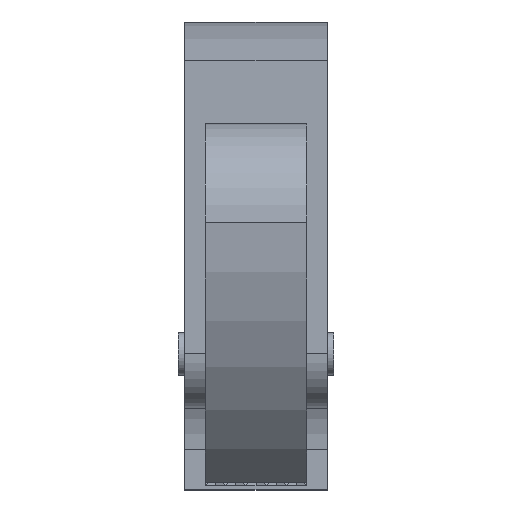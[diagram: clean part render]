
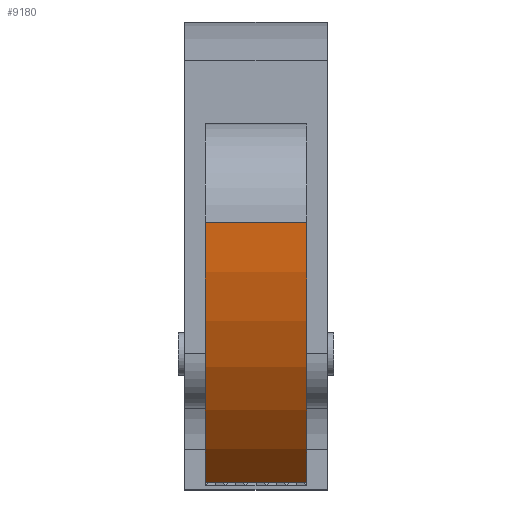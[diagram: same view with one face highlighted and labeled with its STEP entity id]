
A CAD part, top view. The second image highlights one B-rep face of the part: STEP entity #9180.
In plain terms, the highlighted cylindrical face has radius 50 mm (diameter 100 mm), a partial arc.
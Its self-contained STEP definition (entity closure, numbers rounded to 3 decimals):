
#105=CYLINDRICAL_SURFACE('',#9811,50.);
#307=CIRCLE('',#9812,50.);
#308=CIRCLE('',#9813,50.);
#2011=ORIENTED_EDGE('',*,*,#3342,.T.);
#2012=ORIENTED_EDGE('',*,*,#3344,.T.);
#2013=ORIENTED_EDGE('',*,*,#3345,.F.);
#2014=ORIENTED_EDGE('',*,*,#3346,.F.);
#3342=EDGE_CURVE('',#3959,#3958,#4798,.T.);
#3344=EDGE_CURVE('',#3958,#3960,#307,.T.);
#3345=EDGE_CURVE('',#3961,#3960,#4800,.T.);
#3346=EDGE_CURVE('',#3959,#3961,#308,.T.);
#3958=VERTEX_POINT('',#14025);
#3959=VERTEX_POINT('',#14027);
#3960=VERTEX_POINT('',#14031);
#3961=VERTEX_POINT('',#14033);
#4798=LINE('',#14026,#5630);
#4800=LINE('',#14032,#5632);
#5630=VECTOR('',#11779,1000.);
#5632=VECTOR('',#11785,1000.);
#6054=EDGE_LOOP('',(#2011,#2012,#2013,#2014));
#6543=FACE_BOUND('',#6054,.T.);
#9180=ADVANCED_FACE('',(#6543),#105,.T.);
#9811=AXIS2_PLACEMENT_3D('',#14029,#11781,#11782);
#9812=AXIS2_PLACEMENT_3D('',#14030,#11783,#11784);
#9813=AXIS2_PLACEMENT_3D('',#14034,#11786,#11787);
#11779=DIRECTION('',(0.,0.,1.));
#11781=DIRECTION('',(0.,0.,1.));
#11782=DIRECTION('',(1.,0.,0.));
#11783=DIRECTION('',(0.,0.,-1.));
#11784=DIRECTION('',(1.,0.,0.));
#11785=DIRECTION('',(0.,0.,1.));
#11786=DIRECTION('',(0.,0.,-1.));
#11787=DIRECTION('',(1.,0.,0.));
#14025=CARTESIAN_POINT('',(-96.975,-63.735,2.5));
#14026=CARTESIAN_POINT('',(-96.975,-63.735,-12.5));
#14027=CARTESIAN_POINT('',(-96.975,-63.735,-12.5));
#14029=CARTESIAN_POINT('',(-65.975,-24.505,-12.5));
#14030=CARTESIAN_POINT('',(-65.975,-24.505,2.5));
#14031=CARTESIAN_POINT('',(-115.969,-25.3,2.5));
#14032=CARTESIAN_POINT('',(-115.969,-25.3,-12.5));
#14033=CARTESIAN_POINT('',(-115.969,-25.3,-12.5));
#14034=CARTESIAN_POINT('',(-65.975,-24.505,-12.5));
